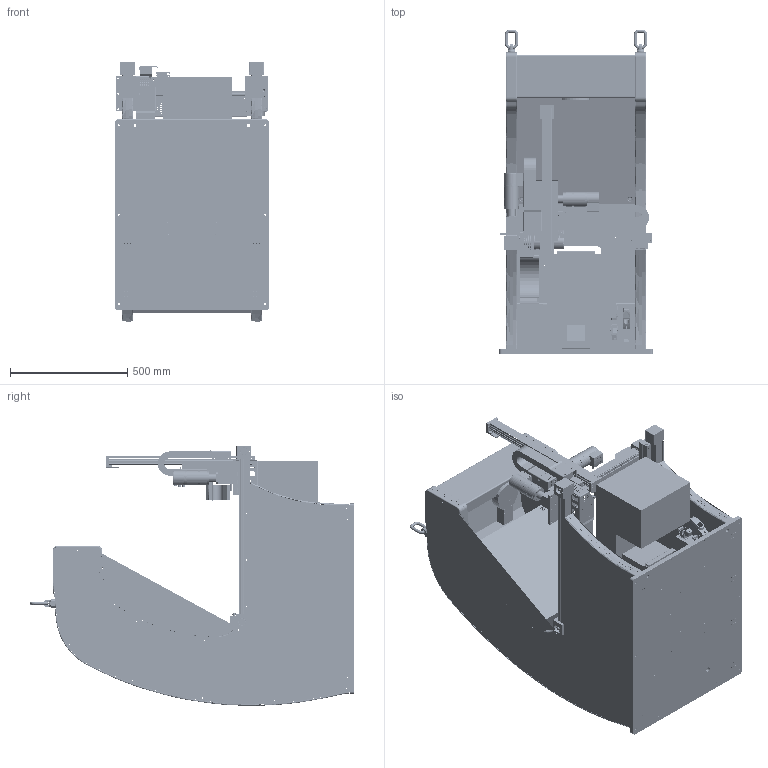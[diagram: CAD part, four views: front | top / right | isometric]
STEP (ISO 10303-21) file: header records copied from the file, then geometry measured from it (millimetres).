
FILE_DESCRIPTION(/* description */ ('Alibre Inc.'),/* implementation_level */ '2;1');
FILE_NAME(/* name */ 'export-DBAC1B94-07F0-4B6A-8386-AB4FF3BE0A0A',/* time_stamp */ '2023-12-14T12:53:35+01:00',/* author */ (''),/* organization */ (''),/* preprocessor_version */ 'ST-DEVELOPER v17',/* originating_system */ 'Alibre',/* authorisation */ '');
FILE_SCHEMA (('AUTOMOTIVE_DESIGN'));
Length unit declared in the file: millimetre
Products named in the file (1): ConFeed_240_v2.1
Bounding box: 655 x 1383 x 1107.27 mm (x, y, z)
Volume: 891385.5 mm3; surface area: 12967957.7 mm2
Topology: 3 solids, 291 shells, 2136 faces, 11116 edges, 9051 vertices
Faces by surface type: plane 1064, cylinder 821, cone 137, bspline 113, torus 1
Full cylindrical faces by diameter (mm): 3 x1, 3.242 x11, 4 x1, 4.134 x32, 4.2 x28, 4.5 x2, 4.8 x48, 4.917 x10, 5 x4, 5.5 x11, 6 x19, 6.2 x5, 6.4 x14, 6.5 x4, 6.6 x7, 6.647 x4, 7 x9, 8 x10, 8.3 x1, 8.5 x2, 8.7 x2, 9 x6, 9.5 x6, 10 x29, 11 x3, 12 x9, 13 x8, 14 x3, 15 x12, 16 x5
Entity records: 126745 total; most frequent: CARTESIAN_POINT 37264, DIRECTION 17111, ORIENTED_EDGE 14616, EDGE_CURVE 11112, VERTEX_POINT 9051, AXIS2_PLACEMENT_3D 6104, VECTOR 5968, LINE 5968
